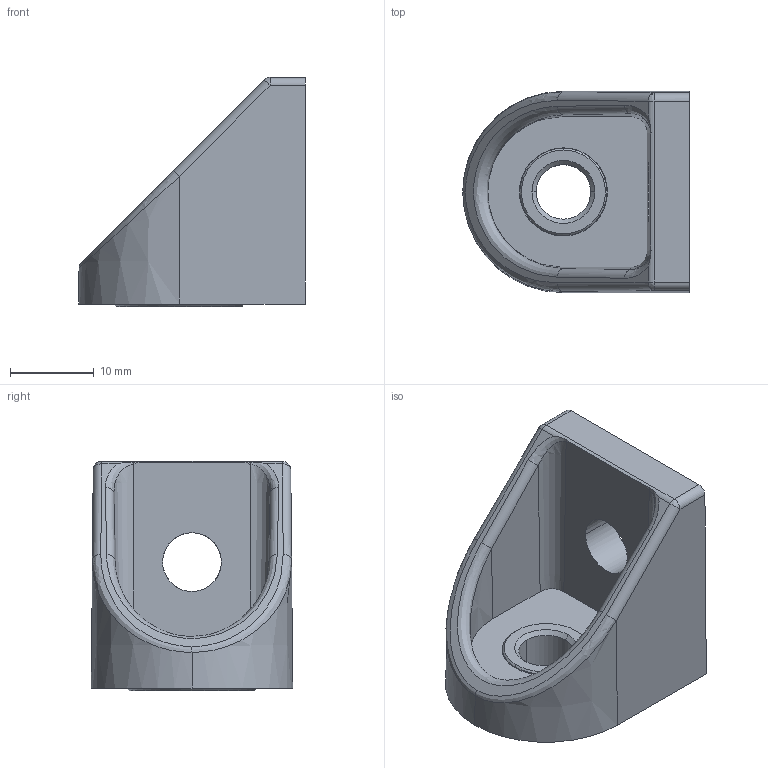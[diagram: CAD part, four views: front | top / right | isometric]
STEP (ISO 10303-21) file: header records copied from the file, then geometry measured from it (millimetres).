
FILE_DESCRIPTION(('STEP AP214'),'1');
FILE_NAME('fath_093wg301a.stp','2017-10-09T09:23:25',('TraceParts'),('TraceParts S.A.'),'Spatial InterOp 3D',' ',' ');
FILE_SCHEMA(('automotive_design'));
Length unit declared in the file: millimetre
Products named in the file (2): fath_093wg301a_1; fath_093wg301a_2
Bounding box: 27 x 24 x 27.3 mm (x, y, z)
Volume: 6522 mm3; surface area: 4348.7 mm2
Topology: 2 solids, 2 shells, 59 faces, 144 edges, 91 vertices
Faces by surface type: cylinder 19, cone 16, plane 14, bspline 10
Entity records: 2913 total; most frequent: CARTESIAN_POINT 1011, DIRECTION 295, ORIENTED_EDGE 288, EDGE_CURVE 144, AXIS2_PLACEMENT_3D 119, VERTEX_POINT 91, CIRCLE 68, EDGE_LOOP 67
